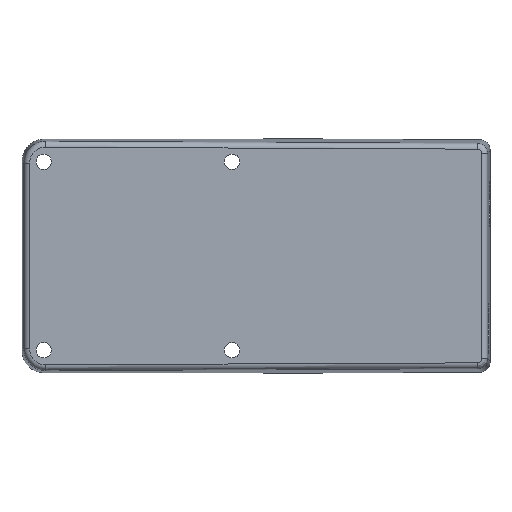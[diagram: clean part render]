
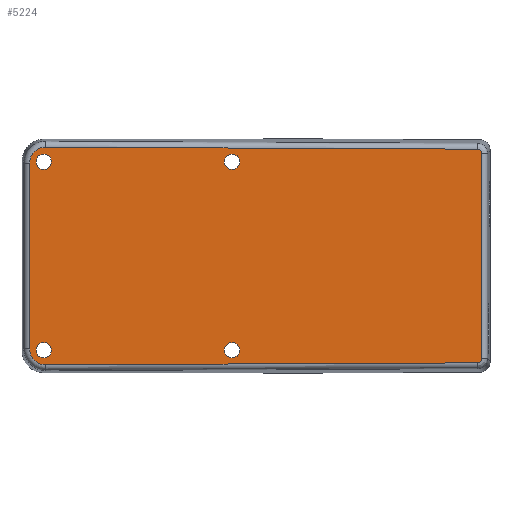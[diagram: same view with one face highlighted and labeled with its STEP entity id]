
A CAD part, front view. The second image highlights one B-rep face of the part: STEP entity #5224.
In plain terms, the highlighted planar face has unit normal (0, -1, 0).
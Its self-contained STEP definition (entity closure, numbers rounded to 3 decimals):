
#566=DIRECTION('',(0.,0.,-1.));
#567=VECTOR('',#566,64.128);
#568=CARTESIAN_POINT('',(-37.35,0.,32.064));
#569=LINE('',#568,#567);
#1088=DIRECTION('',(0.,0.,1.));
#1089=VECTOR('',#1088,70.748);
#1090=CARTESIAN_POINT('',(118.672,0.,
-35.374));
#1091=LINE('',#1090,#1089);
#1095=CARTESIAN_POINT('',(117.172,0.,
-35.374));
#1096=DIRECTION('',(0.,1.,0.));
#1097=DIRECTION('',(1.,0.,0.));
#1098=AXIS2_PLACEMENT_3D('',#1095,#1096,#1097);
#1103=DIRECTION('',(-1.,0.,-0.005));
#1104=VECTOR('',#1103,149.007);
#1105=CARTESIAN_POINT('',(117.179,0.,
-36.874));
#1106=LINE('',#1105,#1104);
#1110=CARTESIAN_POINT('',(-31.852,0.,
-32.065));
#1111=DIRECTION('',(0.,1.,0.));
#1112=DIRECTION('',(0.005,0.,-1.));
#1113=AXIS2_PLACEMENT_3D('',#1110,#1111,#1112);
#1118=CARTESIAN_POINT('',(-31.852,0.,
32.065));
#1119=DIRECTION('',(0.,1.,0.));
#1120=DIRECTION('',(-1.,0.,0.));
#1121=AXIS2_PLACEMENT_3D('',#1118,#1119,#1120);
#1126=DIRECTION('',(1.,0.,-0.005));
#1127=VECTOR('',#1126,149.007);
#1128=CARTESIAN_POINT('',(-31.826,0.,
37.562));
#1129=LINE('',#1128,#1127);
#1133=CARTESIAN_POINT('',(117.172,0.,35.374));
#1134=DIRECTION('',(0.,1.,0.));
#1135=DIRECTION('',(0.005,0.,1.));
#1136=AXIS2_PLACEMENT_3D('',#1133,#1134,#1135);
#1141=CARTESIAN_POINT('',(32.5,0.,32.5));
#1142=DIRECTION('',(0.,-1.,0.));
#1143=DIRECTION('',(-1.,0.,0.));
#1144=AXIS2_PLACEMENT_3D('',#1141,#1142,#1143);
#1149=CARTESIAN_POINT('',(32.5,0.,32.5));
#1150=DIRECTION('',(0.,-1.,0.));
#1151=DIRECTION('',(1.,0.,0.));
#1152=AXIS2_PLACEMENT_3D('',#1149,#1150,#1151);
#1157=CARTESIAN_POINT('',(32.5,0.,-32.5));
#1158=DIRECTION('',(0.,-1.,0.));
#1159=DIRECTION('',(1.,0.,0.));
#1160=AXIS2_PLACEMENT_3D('',#1157,#1158,#1159);
#1165=CARTESIAN_POINT('',(32.5,0.,-32.5));
#1166=DIRECTION('',(0.,-1.,0.));
#1167=DIRECTION('',(-1.,0.,0.));
#1168=AXIS2_PLACEMENT_3D('',#1165,#1166,#1167);
#1173=CARTESIAN_POINT('',(-32.5,0.,32.5));
#1174=DIRECTION('',(0.,-1.,0.));
#1175=DIRECTION('',(-1.,0.,0.));
#1176=AXIS2_PLACEMENT_3D('',#1173,#1174,#1175);
#1181=CARTESIAN_POINT('',(-32.5,0.,32.5));
#1182=DIRECTION('',(0.,-1.,0.));
#1183=DIRECTION('',(1.,0.,0.));
#1184=AXIS2_PLACEMENT_3D('',#1181,#1182,#1183);
#1189=CARTESIAN_POINT('',(-32.5,0.,-32.5));
#1190=DIRECTION('',(0.,-1.,0.));
#1191=DIRECTION('',(1.,0.,0.));
#1192=AXIS2_PLACEMENT_3D('',#1189,#1190,#1191);
#1197=CARTESIAN_POINT('',(-32.5,0.,-32.5));
#1198=DIRECTION('',(0.,-1.,0.));
#1199=DIRECTION('',(-1.,0.,0.));
#1200=AXIS2_PLACEMENT_3D('',#1197,#1198,#1199);
#4058=CARTESIAN_POINT('',(-31.826,0.,
-37.562));
#4059=VERTEX_POINT('',#4058);
#4060=CARTESIAN_POINT('',(117.179,0.,
-36.874));
#4061=VERTEX_POINT('',#4060);
#4063=CARTESIAN_POINT('',(-37.35,0.,
-32.064));
#4064=VERTEX_POINT('',#4063);
#4262=CARTESIAN_POINT('',(118.672,0.,
-35.374));
#4263=VERTEX_POINT('',#4262);
#4264=CARTESIAN_POINT('',(118.672,0.,35.374));
#4265=VERTEX_POINT('',#4264);
#4270=CARTESIAN_POINT('',(117.179,0.,36.874));
#4271=VERTEX_POINT('',#4270);
#4272=CARTESIAN_POINT('',(-31.826,0.,
37.562));
#4273=VERTEX_POINT('',#4272);
#4274=CARTESIAN_POINT('',(-37.35,0.,
32.064));
#4275=VERTEX_POINT('',#4274);
#4276=CARTESIAN_POINT('',(29.85,0.,32.5));
#4277=CARTESIAN_POINT('',(35.15,0.,32.5));
#4278=VERTEX_POINT('',#4276);
#4279=VERTEX_POINT('',#4277);
#4280=CARTESIAN_POINT('',(35.15,0.,-32.5));
#4281=CARTESIAN_POINT('',(29.85,0.,-32.5));
#4282=VERTEX_POINT('',#4280);
#4283=VERTEX_POINT('',#4281);
#4284=CARTESIAN_POINT('',(-35.15,0.,32.5));
#4285=CARTESIAN_POINT('',(-29.85,0.,32.5));
#4286=VERTEX_POINT('',#4284);
#4287=VERTEX_POINT('',#4285);
#4288=CARTESIAN_POINT('',(-29.85,0.,-32.5));
#4289=CARTESIAN_POINT('',(-35.15,0.,-32.5));
#4290=VERTEX_POINT('',#4288);
#4291=VERTEX_POINT('',#4289);
#5183=CARTESIAN_POINT('',(-40.,0.,-40.25));
#5184=DIRECTION('',(0.,-1.,0.));
#5185=DIRECTION('',(1.,0.,0.));
#5186=AXIS2_PLACEMENT_3D('',#5183,#5184,#5185);
#5187=PLANE('',#5186);
#5188=ORIENTED_EDGE('',*,*,#4763,.T.);
#5189=ORIENTED_EDGE('',*,*,#4778,.T.);
#5190=ORIENTED_EDGE('',*,*,#4793,.T.);
#5191=ORIENTED_EDGE('',*,*,#4834,.F.);
#5192=ORIENTED_EDGE('',*,*,#4849,.T.);
#5194=ORIENTED_EDGE('',*,*,#5193,.T.);
#5196=ORIENTED_EDGE('',*,*,#5195,.T.);
#5197=ORIENTED_EDGE('',*,*,#5176,.F.);
#5198=EDGE_LOOP('',(#5188,#5189,#5190,#5191,#5192,#5194,#5196,#5197));
#5199=FACE_OUTER_BOUND('',#5198,.F.);
#5201=ORIENTED_EDGE('',*,*,#5200,.T.);
#5203=ORIENTED_EDGE('',*,*,#5202,.T.);
#5204=EDGE_LOOP('',(#5201,#5203));
#5205=FACE_BOUND('',#5204,.F.);
#5207=ORIENTED_EDGE('',*,*,#5206,.T.);
#5209=ORIENTED_EDGE('',*,*,#5208,.T.);
#5210=EDGE_LOOP('',(#5207,#5209));
#5211=FACE_BOUND('',#5210,.F.);
#5213=ORIENTED_EDGE('',*,*,#5212,.T.);
#5215=ORIENTED_EDGE('',*,*,#5214,.T.);
#5216=EDGE_LOOP('',(#5213,#5215));
#5217=FACE_BOUND('',#5216,.F.);
#5219=ORIENTED_EDGE('',*,*,#5218,.T.);
#5221=ORIENTED_EDGE('',*,*,#5220,.T.);
#5222=EDGE_LOOP('',(#5219,#5221));
#5223=FACE_BOUND('',#5222,.F.);
#5224=ADVANCED_FACE('',(#5199,#5205,#5211,#5217,#5223),#5187,.T.);
#1099=CIRCLE('',#1098,1.5);
#1114=CIRCLE('',#1113,5.497);
#1122=CIRCLE('',#1121,5.497);
#1137=CIRCLE('',#1136,1.5);
#1145=CIRCLE('',#1144,2.65);
#1153=CIRCLE('',#1152,2.65);
#1161=CIRCLE('',#1160,2.65);
#1169=CIRCLE('',#1168,2.65);
#1177=CIRCLE('',#1176,2.65);
#1185=CIRCLE('',#1184,2.65);
#1193=CIRCLE('',#1192,2.65);
#1201=CIRCLE('',#1200,2.65);
#4763=EDGE_CURVE('',#4263,#4061,#1099,.T.);
#4778=EDGE_CURVE('',#4061,#4059,#1106,.T.);
#4793=EDGE_CURVE('',#4059,#4064,#1114,.T.);
#4834=EDGE_CURVE('',#4275,#4064,#569,.T.);
#4849=EDGE_CURVE('',#4275,#4273,#1122,.T.);
#5176=EDGE_CURVE('',#4263,#4265,#1091,.T.);
#5193=EDGE_CURVE('',#4273,#4271,#1129,.T.);
#5195=EDGE_CURVE('',#4271,#4265,#1137,.T.);
#5200=EDGE_CURVE('',#4278,#4279,#1145,.T.);
#5202=EDGE_CURVE('',#4279,#4278,#1153,.T.);
#5206=EDGE_CURVE('',#4282,#4283,#1161,.T.);
#5208=EDGE_CURVE('',#4283,#4282,#1169,.T.);
#5212=EDGE_CURVE('',#4286,#4287,#1177,.T.);
#5214=EDGE_CURVE('',#4287,#4286,#1185,.T.);
#5218=EDGE_CURVE('',#4290,#4291,#1193,.T.);
#5220=EDGE_CURVE('',#4291,#4290,#1201,.T.);
